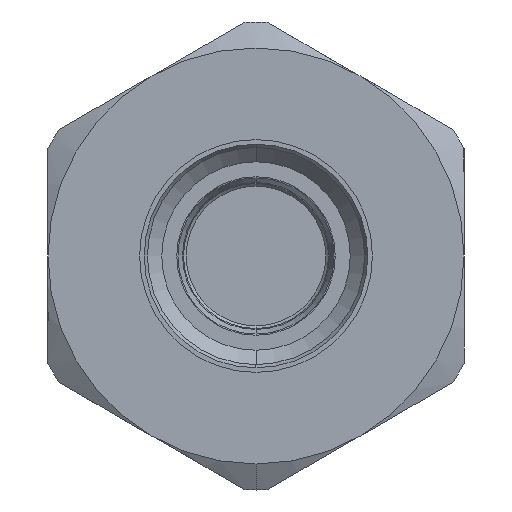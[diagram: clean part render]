
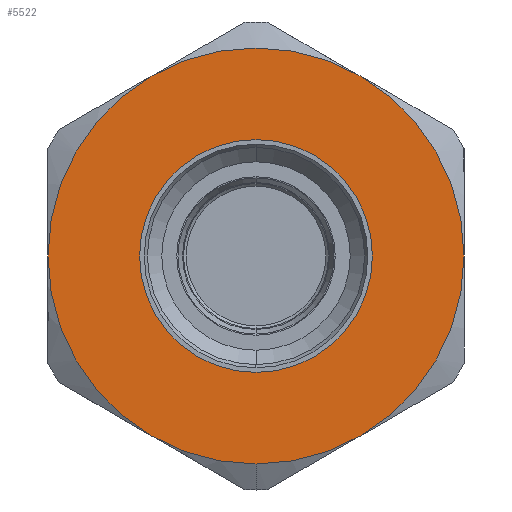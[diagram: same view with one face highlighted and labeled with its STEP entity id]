
A CAD part, left-side view. The second image highlights one B-rep face of the part: STEP entity #5522.
In plain terms, the highlighted planar face has unit normal (-1, 0, 0).
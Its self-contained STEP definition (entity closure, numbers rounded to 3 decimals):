
#30 = VERTEX_POINT ( 'NONE', #6387 ) ;
#173 = VERTEX_POINT ( 'NONE', #4905 ) ;
#272 = EDGE_CURVE ( 'NONE', #173, #5729, #3954, .T. ) ;
#282 = DIRECTION ( 'NONE',  ( 0., 0., 1. ) ) ;
#318 = ORIENTED_EDGE ( 'NONE', *, *, #5279, .F. ) ;
#319 = CIRCLE ( 'NONE', #320, 16. ) ;
#320 = AXIS2_PLACEMENT_3D ( 'NONE', #2511, #5797, #1420 ) ;
#361 = CIRCLE ( 'NONE', #4221, 16. ) ;
#407 = FACE_BOUND ( 'NONE', #3566, .T. ) ;
#513 = EDGE_CURVE ( 'NONE', #3359, #173, #3134, .T. ) ;
#598 = EDGE_CURVE ( 'NONE', #6639, #4659, #361, .T. ) ;
#677 = CARTESIAN_POINT ( 'NONE',  ( 0., 0., -16. ) ) ;
#712 = ORIENTED_EDGE ( 'NONE', *, *, #513, .T. ) ;
#745 = DIRECTION ( 'NONE',  ( -1., 0., 0. ) ) ;
#880 = CARTESIAN_POINT ( 'NONE',  ( 0., 8.955, 0. ) ) ;
#968 = CARTESIAN_POINT ( 'NONE',  ( 0., -16., 0. ) ) ;
#1050 = AXIS2_PLACEMENT_3D ( 'NONE', #5311, #745, #1748 ) ;
#1420 = DIRECTION ( 'NONE',  ( 0., 0., 1. ) ) ;
#1534 = DIRECTION ( 'NONE',  ( 0., 0., 1. ) ) ;
#1577 = ORIENTED_EDGE ( 'NONE', *, *, #2549, .T. ) ;
#1748 = DIRECTION ( 'NONE',  ( 0., 0., 1. ) ) ;
#1801 = AXIS2_PLACEMENT_3D ( 'NONE', #2639, #5464, #2164 ) ;
#1860 = AXIS2_PLACEMENT_3D ( 'NONE', #2130, #4595, #3037 ) ;
#1919 = DIRECTION ( 'NONE',  ( 0., 0., 1. ) ) ;
#1989 = CARTESIAN_POINT ( 'NONE',  ( 0., 0., 0. ) ) ;
#2039 = CARTESIAN_POINT ( 'NONE',  ( 0., 0., 0. ) ) ;
#2057 = CARTESIAN_POINT ( 'NONE',  ( 0., -8., -13.856 ) ) ;
#2130 = CARTESIAN_POINT ( 'NONE',  ( 0., 0., 0. ) ) ;
#2164 = DIRECTION ( 'NONE',  ( 0., 0., 1. ) ) ;
#2439 = AXIS2_PLACEMENT_3D ( 'NONE', #1989, #5591, #2479 ) ;
#2479 = DIRECTION ( 'NONE',  ( 0., 0., 1. ) ) ;
#2511 = CARTESIAN_POINT ( 'NONE',  ( 0., 0., 0. ) ) ;
#2549 = EDGE_CURVE ( 'NONE', #4659, #6279, #319, .T. ) ;
#2582 = VERTEX_POINT ( 'NONE', #2057 ) ;
#2639 = CARTESIAN_POINT ( 'NONE',  ( 0., 0., 0. ) ) ;
#2744 = ORIENTED_EDGE ( 'NONE', *, *, #272, .T. ) ;
#2779 = CARTESIAN_POINT ( 'NONE',  ( 0., 8., 13.856 ) ) ;
#2904 = ORIENTED_EDGE ( 'NONE', *, *, #6675, .F. ) ;
#2915 = DIRECTION ( 'NONE',  ( -1., 0., 0. ) ) ;
#3037 = DIRECTION ( 'NONE',  ( 0., 0., 1. ) ) ;
#3110 = FACE_OUTER_BOUND ( 'NONE', #6104, .T. ) ;
#3134 = CIRCLE ( 'NONE', #1860, 16. ) ;
#3144 = EDGE_CURVE ( 'NONE', #5729, #2582, #5354, .T. ) ;
#3146 = ORIENTED_EDGE ( 'NONE', *, *, #598, .T. ) ;
#3311 = CARTESIAN_POINT ( 'NONE',  ( 0., 0., 0. ) ) ;
#3359 = VERTEX_POINT ( 'NONE', #4929 ) ;
#3423 = CIRCLE ( 'NONE', #2439, 8.955 ) ;
#3464 = AXIS2_PLACEMENT_3D ( 'NONE', #5545, #6121, #1919 ) ;
#3566 = EDGE_LOOP ( 'NONE', ( #2904, #318 ) ) ;
#3611 = CARTESIAN_POINT ( 'NONE',  ( 0., 0., 8.955 ) ) ;
#3675 = AXIS2_PLACEMENT_3D ( 'NONE', #880, #6368, #5989 ) ;
#3689 = VERTEX_POINT ( 'NONE', #3611 ) ;
#3837 = PLANE ( 'NONE',  #3675 ) ;
#3925 = CARTESIAN_POINT ( 'NONE',  ( 0., 0., 0. ) ) ;
#3954 = CIRCLE ( 'NONE', #5294, 16. ) ;
#4221 = AXIS2_PLACEMENT_3D ( 'NONE', #2039, #2915, #282 ) ;
#4269 = ORIENTED_EDGE ( 'NONE', *, *, #4312, .T. ) ;
#4312 = EDGE_CURVE ( 'NONE', #2582, #6639, #4846, .T. ) ;
#4356 = CIRCLE ( 'NONE', #4813, 16. ) ;
#4360 = DIRECTION ( 'NONE',  ( 0., 0., 1. ) ) ;
#4437 = EDGE_CURVE ( 'NONE', #6279, #3359, #4356, .T. ) ;
#4595 = DIRECTION ( 'NONE',  ( -1., 0., 0. ) ) ;
#4659 = VERTEX_POINT ( 'NONE', #5846 ) ;
#4813 = AXIS2_PLACEMENT_3D ( 'NONE', #3311, #5288, #4360 ) ;
#4846 = CIRCLE ( 'NONE', #1050, 16. ) ;
#4905 = CARTESIAN_POINT ( 'NONE',  ( 0., 8., -13.856 ) ) ;
#4929 = CARTESIAN_POINT ( 'NONE',  ( 0., 16., 0. ) ) ;
#5279 = EDGE_CURVE ( 'NONE', #30, #3689, #6680, .T. ) ;
#5288 = DIRECTION ( 'NONE',  ( -1., 0., 0. ) ) ;
#5294 = AXIS2_PLACEMENT_3D ( 'NONE', #3925, #5987, #1534 ) ;
#5311 = CARTESIAN_POINT ( 'NONE',  ( 0., 0., 0. ) ) ;
#5354 = CIRCLE ( 'NONE', #1801, 16. ) ;
#5464 = DIRECTION ( 'NONE',  ( -1., 0., 0. ) ) ;
#5522 = ADVANCED_FACE ( 'NONE', ( #407, #3110 ), #3837, .F. ) ;
#5545 = CARTESIAN_POINT ( 'NONE',  ( 0., 0., 0. ) ) ;
#5591 = DIRECTION ( 'NONE',  ( -1., 0., 0. ) ) ;
#5729 = VERTEX_POINT ( 'NONE', #677 ) ;
#5797 = DIRECTION ( 'NONE',  ( -1., 0., 0. ) ) ;
#5846 = CARTESIAN_POINT ( 'NONE',  ( 0., -8., 13.856 ) ) ;
#5976 = ORIENTED_EDGE ( 'NONE', *, *, #3144, .T. ) ;
#5987 = DIRECTION ( 'NONE',  ( -1., 0., 0. ) ) ;
#5989 = DIRECTION ( 'NONE',  ( 0., 0., -1. ) ) ;
#6086 = ORIENTED_EDGE ( 'NONE', *, *, #4437, .T. ) ;
#6104 = EDGE_LOOP ( 'NONE', ( #6086, #712, #2744, #5976, #4269, #3146, #1577 ) ) ;
#6121 = DIRECTION ( 'NONE',  ( -1., 0., 0. ) ) ;
#6279 = VERTEX_POINT ( 'NONE', #2779 ) ;
#6368 = DIRECTION ( 'NONE',  ( 1., 0., 0. ) ) ;
#6387 = CARTESIAN_POINT ( 'NONE',  ( 0., 0., -8.955 ) ) ;
#6639 = VERTEX_POINT ( 'NONE', #968 ) ;
#6675 = EDGE_CURVE ( 'NONE', #3689, #30, #3423, .T. ) ;
#6680 = CIRCLE ( 'NONE', #3464, 8.955 ) ;
